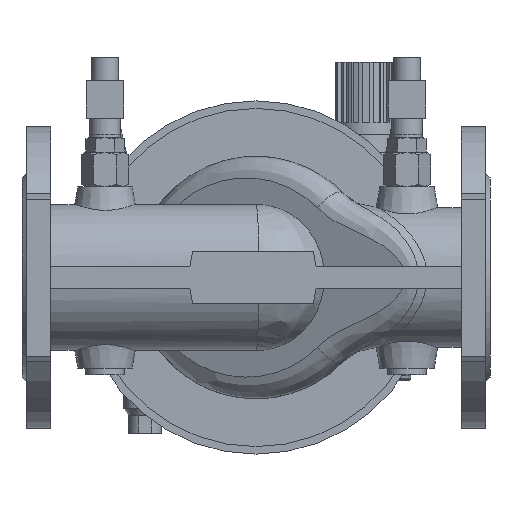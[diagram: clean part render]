
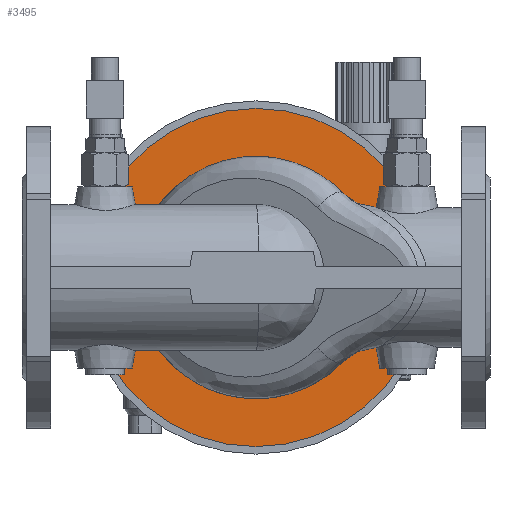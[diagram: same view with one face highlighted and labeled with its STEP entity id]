
A CAD part, front view. The second image highlights one B-rep face of the part: STEP entity #3495.
In plain terms, the highlighted planar face has unit normal (0, -1, 0).
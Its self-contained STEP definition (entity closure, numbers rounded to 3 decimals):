
#2227 = CARTESIAN_POINT ( 'NONE',  ( 0., 104., 0. ) ) ;
#2228 = DIRECTION ( 'NONE',  ( 0., -1., 0. ) ) ;
#2230 = DIRECTION ( 'NONE',  ( 0., 0., -1. ) ) ;
#3495 = ADVANCED_FACE ( 'NONE', ( #20529, #20526 ), #31645, .T. ) ;
#7672 = AXIS2_PLACEMENT_3D ( 'NONE', #31546, #31647, #31648 ) ;
#8119 = EDGE_CURVE ( 'NONE', #28480, #28480, #15396, .T. ) ;
#8304 = EDGE_CURVE ( 'NONE', #28509, #28509, #15704, .T. ) ;
#12681 = EDGE_LOOP ( 'NONE', ( #14161 ) ) ;
#14161 = ORIENTED_EDGE ( 'NONE', *, *, #8119, .T. ) ;
#14170 = ORIENTED_EDGE ( 'NONE', *, *, #8304, .T. ) ;
#14953 = EDGE_LOOP ( 'NONE', ( #14170 ) ) ;
#15396 = CIRCLE ( 'NONE', #32026, 112. ) ;
#15704 = CIRCLE ( 'NONE', #32068, 80.3 ) ;
#20526 = FACE_BOUND ( 'NONE', #14953, .T. ) ;
#20529 = FACE_OUTER_BOUND ( 'NONE', #12681, .T. ) ;
#28480 = VERTEX_POINT ( 'NONE', #30001 ) ;
#28509 = VERTEX_POINT ( 'NONE', #30030 ) ;
#30001 = CARTESIAN_POINT ( 'NONE',  ( 0., 104., -112. ) ) ;
#30030 = CARTESIAN_POINT ( 'NONE',  ( 0., 104., -80.3 ) ) ;
#31546 = CARTESIAN_POINT ( 'NONE',  ( 80.3, 104., 0. ) ) ;
#31645 = PLANE ( 'NONE',  #7672 ) ;
#31647 = DIRECTION ( 'NONE',  ( 0., -1., 0. ) ) ;
#31648 = DIRECTION ( 'NONE',  ( 0., 0., -1. ) ) ;
#32026 = AXIS2_PLACEMENT_3D ( 'NONE', #2227, #2228, #2230 ) ;
#32068 = AXIS2_PLACEMENT_3D ( 'NONE', #33969, #33971, #33972 ) ;
#33969 = CARTESIAN_POINT ( 'NONE',  ( 0., 104., 0. ) ) ;
#33971 = DIRECTION ( 'NONE',  ( 0., 1., 0. ) ) ;
#33972 = DIRECTION ( 'NONE',  ( 0., 0., -1. ) ) ;
